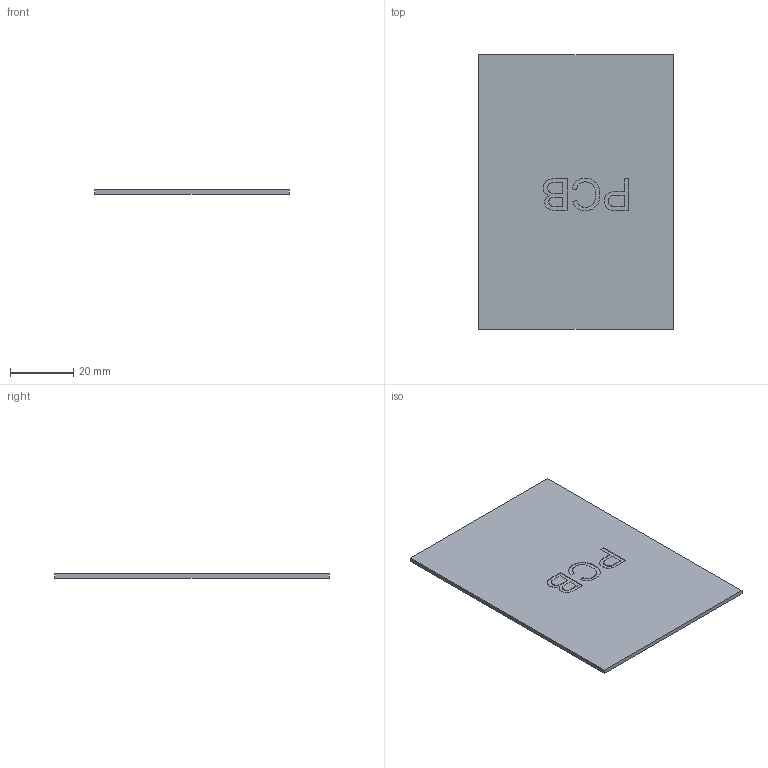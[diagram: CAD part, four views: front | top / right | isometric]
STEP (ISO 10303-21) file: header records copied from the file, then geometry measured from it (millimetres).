
FILE_DESCRIPTION(/* description */ (''),/* implementation_level */ '2;1');
FILE_NAME(/* name */ 'Entire_minikey.step',/* time_stamp */ '2025-12-30T17:23:10-05:00',/* author */ (''),/* organization */ (''),/* preprocessor_version */ 'ST-DEVELOPER v20.1',/* originating_system */ 'Autodesk Translation Framework v14.21.0.0',/* authorisation */ '');
FILE_SCHEMA (('AUTOMOTIVE_DESIGN { 1 0 10303 214 3 1 1 }'));
Length unit declared in the file: millimetre
Products named in the file (1): 2025-12-30-12-36-59-784
Bounding box: 61.66 x 86.88 x 1.3 mm (x, y, z)
Volume: 6944.6 mm3; surface area: 11132.9 mm2
Topology: 1 solids, 1 shells, 86 faces, 234 edges, 156 vertices
Faces by surface type: bspline 55, plane 31
Entity records: 3241 total; most frequent: CARTESIAN_POINT 1412, ORIENTED_EDGE 468, EDGE_CURVE 234, DIRECTION 188, VERTEX_POINT 156, LINE 124, VECTOR 124, B_SPLINE_CURVE_WITH_KNOTS 110
